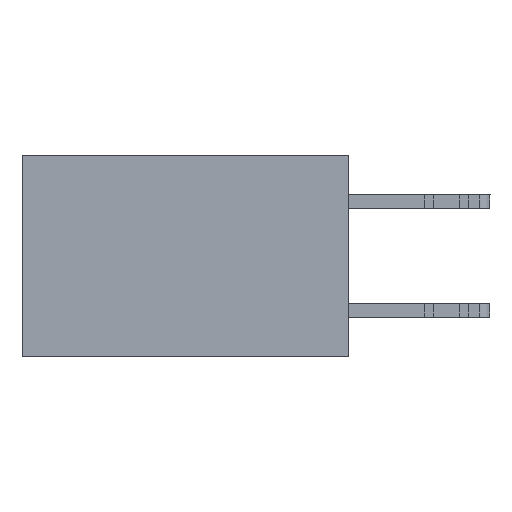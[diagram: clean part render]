
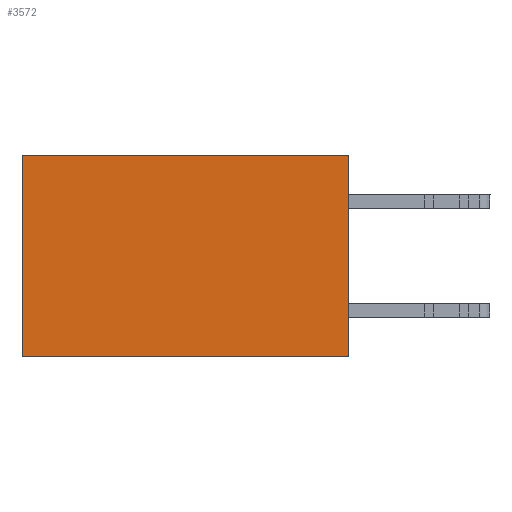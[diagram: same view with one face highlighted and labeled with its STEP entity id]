
A CAD part, left-side view. The second image highlights one B-rep face of the part: STEP entity #3572.
In plain terms, the highlighted planar face has unit normal (-1, 0, 0).
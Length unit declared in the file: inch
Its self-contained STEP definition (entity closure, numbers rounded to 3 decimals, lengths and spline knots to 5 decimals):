
#688 = EDGE_CURVE ( 'NONE', #31408, #31478, #31616, .T. ) ;
#3175 = LINE ( 'NONE', #22917, #28226 ) ;
#3572 = ADVANCED_FACE ( 'NONE', ( #29686 ), #16941, .F. ) ;
#5065 = AXIS2_PLACEMENT_3D ( 'NONE', #17267, #27232, #5375 ) ;
#5375 = DIRECTION ( 'NONE',  ( 0., 0., -1. ) ) ;
#8168 = CARTESIAN_POINT ( 'NONE',  ( 0.298, 0.6, 0. ) ) ;
#8257 = CARTESIAN_POINT ( 'NONE',  ( 0.298, 0., -0.37 ) ) ;
#8802 = EDGE_CURVE ( 'NONE', #31408, #16962, #3175, .T. ) ;
#10501 = DIRECTION ( 'NONE',  ( 0., 1., 0. ) ) ;
#11134 = DIRECTION ( 'NONE',  ( 0., 0., -1. ) ) ;
#11820 = VECTOR ( 'NONE', #23388, 39.37008 ) ;
#12002 = CARTESIAN_POINT ( 'NONE',  ( 0.298, 0., 0. ) ) ;
#16510 = CARTESIAN_POINT ( 'NONE',  ( 0.298, 0.6, 0. ) ) ;
#16941 = PLANE ( 'NONE',  #5065 ) ;
#16962 = VERTEX_POINT ( 'NONE', #8168 ) ;
#17267 = CARTESIAN_POINT ( 'NONE',  ( 0.298, 0., 0. ) ) ;
#18039 = ORIENTED_EDGE ( 'NONE', *, *, #18721, .F. ) ;
#18721 = EDGE_CURVE ( 'NONE', #31478, #31170, #21084, .T. ) ;
#21084 = LINE ( 'NONE', #25841, #11820 ) ;
#21485 = CARTESIAN_POINT ( 'NONE',  ( 0.298, 0.6, -0.37 ) ) ;
#22056 = EDGE_CURVE ( 'NONE', #16962, #31170, #23397, .T. ) ;
#22524 = VECTOR ( 'NONE', #26562, 39.37008 ) ;
#22845 = VECTOR ( 'NONE', #11134, 39.37008 ) ;
#22917 = CARTESIAN_POINT ( 'NONE',  ( 0.298, 0., 0. ) ) ;
#22939 = CARTESIAN_POINT ( 'NONE',  ( 0.298, 0., 0. ) ) ;
#23388 = DIRECTION ( 'NONE',  ( 0., 1., 0. ) ) ;
#23397 = LINE ( 'NONE', #16510, #22845 ) ;
#23610 = ORIENTED_EDGE ( 'NONE', *, *, #22056, .T. ) ;
#24080 = ORIENTED_EDGE ( 'NONE', *, *, #688, .F. ) ;
#25841 = CARTESIAN_POINT ( 'NONE',  ( 0.298, 0., -0.37 ) ) ;
#25998 = ORIENTED_EDGE ( 'NONE', *, *, #8802, .T. ) ;
#26562 = DIRECTION ( 'NONE',  ( 0., 0., -1. ) ) ;
#27232 = DIRECTION ( 'NONE',  ( 1., 0., 0. ) ) ;
#28226 = VECTOR ( 'NONE', #10501, 39.37008 ) ;
#28801 = EDGE_LOOP ( 'NONE', ( #23610, #18039, #24080, #25998 ) ) ;
#29686 = FACE_OUTER_BOUND ( 'NONE', #28801, .T. ) ;
#31170 = VERTEX_POINT ( 'NONE', #21485 ) ;
#31408 = VERTEX_POINT ( 'NONE', #22939 ) ;
#31478 = VERTEX_POINT ( 'NONE', #8257 ) ;
#31616 = LINE ( 'NONE', #12002, #22524 ) ;
